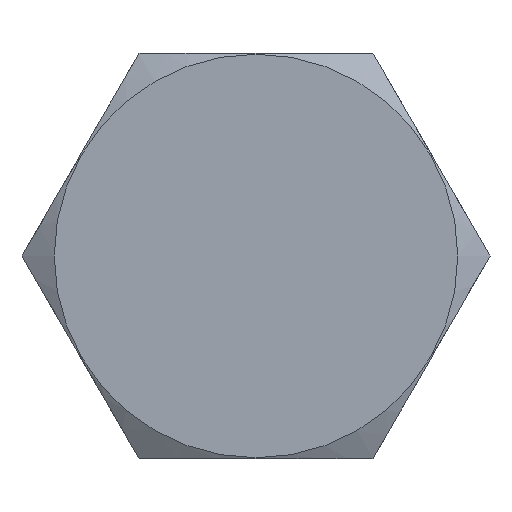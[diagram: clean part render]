
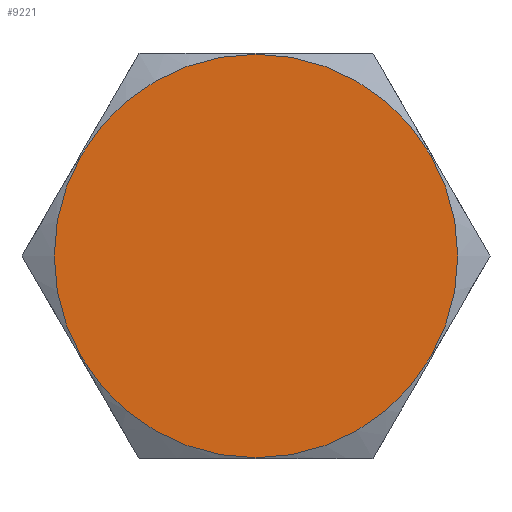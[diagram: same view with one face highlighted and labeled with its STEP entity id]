
A CAD part, left-side view. The second image highlights one B-rep face of the part: STEP entity #9221.
In plain terms, the highlighted planar face has unit normal (-1, 0, 0).
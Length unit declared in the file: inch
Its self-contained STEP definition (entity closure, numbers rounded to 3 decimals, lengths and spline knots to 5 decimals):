
#404 = CIRCLE ( 'NONE', #7910, 0.56 ) ;
#521 = PLANE ( 'NONE',  #10004 ) ;
#637 = DIRECTION ( 'NONE',  ( -1., 0., 0. ) ) ;
#945 = CIRCLE ( 'NONE', #8770, 0.56 ) ;
#2217 = DIRECTION ( 'NONE',  ( 1., 0., 0. ) ) ;
#2269 = EDGE_LOOP ( 'NONE', ( #2802, #9832 ) ) ;
#2802 = ORIENTED_EDGE ( 'NONE', *, *, #3667, .T. ) ;
#3052 = CARTESIAN_POINT ( 'NONE',  ( -0.87, 0., 0. ) ) ;
#3477 = VERTEX_POINT ( 'NONE', #10260 ) ;
#3667 = EDGE_CURVE ( 'NONE', #3477, #6844, #945, .T. ) ;
#4673 = DIRECTION ( 'NONE',  ( 0., 0., 1. ) ) ;
#5552 = DIRECTION ( 'NONE',  ( 0., 0., 1. ) ) ;
#6381 = CARTESIAN_POINT ( 'NONE',  ( -0.87, 0., 0.56 ) ) ;
#6844 = VERTEX_POINT ( 'NONE', #6381 ) ;
#7759 = EDGE_CURVE ( 'NONE', #6844, #3477, #404, .T. ) ;
#7859 = CARTESIAN_POINT ( 'NONE',  ( -0.87, 0.32476, 0.5625 ) ) ;
#7910 = AXIS2_PLACEMENT_3D ( 'NONE', #10308, #637, #5552 ) ;
#7986 = FACE_OUTER_BOUND ( 'NONE', #2269, .T. ) ;
#8770 = AXIS2_PLACEMENT_3D ( 'NONE', #3052, #9505, #4673 ) ;
#9221 = ADVANCED_FACE ( 'NONE', ( #7986 ), #521, .F. ) ;
#9505 = DIRECTION ( 'NONE',  ( -1., 0., 0. ) ) ;
#9510 = DIRECTION ( 'NONE',  ( 0., 0., -1. ) ) ;
#9832 = ORIENTED_EDGE ( 'NONE', *, *, #7759, .T. ) ;
#10004 = AXIS2_PLACEMENT_3D ( 'NONE', #7859, #2217, #9510 ) ;
#10260 = CARTESIAN_POINT ( 'NONE',  ( -0.87, 0., -0.56 ) ) ;
#10308 = CARTESIAN_POINT ( 'NONE',  ( -0.87, 0., 0. ) ) ;
